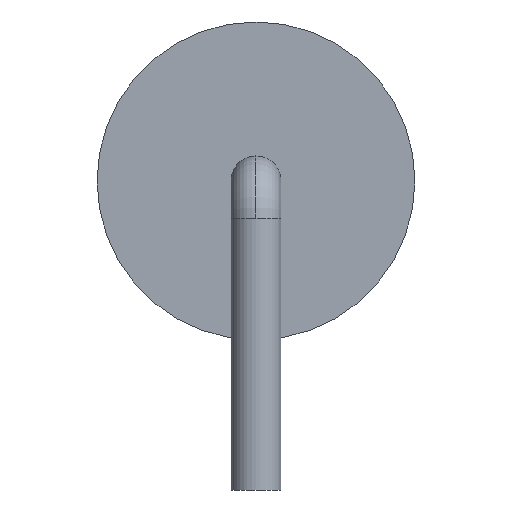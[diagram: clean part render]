
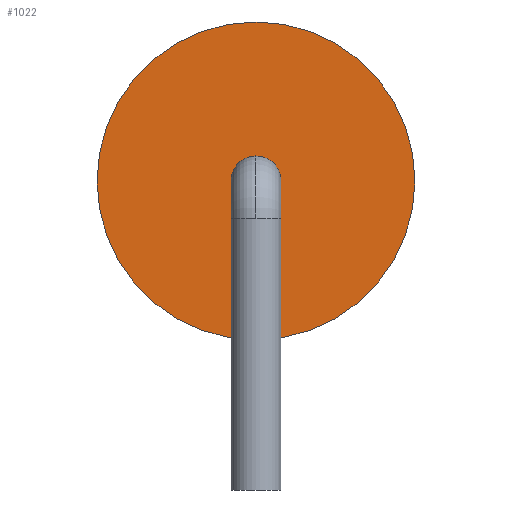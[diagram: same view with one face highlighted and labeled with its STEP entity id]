
A CAD part, left-side view. The second image highlights one B-rep face of the part: STEP entity #1022.
In plain terms, the highlighted planar face has unit normal (-1, 0, 0).
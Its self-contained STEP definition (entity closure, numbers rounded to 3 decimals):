
#972=CARTESIAN_POINT('',(-9.13,3.82,3.83));
#973=VERTEX_POINT('',#972);
#989=CARTESIAN_POINT('',(-9.13,-3.82,3.83));
#990=VERTEX_POINT('',#989);
#997=CARTESIAN_POINT('',(-9.13,0.0,3.83));
#998=DIRECTION('',(1.0,0.0,0.0));
#999=DIRECTION('',(0.0,1.0,0.0));
#1000=AXIS2_PLACEMENT_3D('',#997,#998,#999);
#1001=CIRCLE('',#1000,3.82);
#1002=EDGE_CURVE('',#990,#973,#1001,.T.);
#1007=CARTESIAN_POINT('',(-9.13,0.0,3.83));
#1008=DIRECTION('',(1.0,0.0,0.0));
#1009=DIRECTION('',(0.0,0.0,-1.0));
#1010=AXIS2_PLACEMENT_3D('',#1007,#1008,#1009);
#1011=PLANE('',#1010);
#1012=CARTESIAN_POINT('',(-9.13,0.0,3.83));
#1013=DIRECTION('',(1.0,0.0,0.0));
#1014=DIRECTION('',(0.0,1.0,0.0));
#1015=AXIS2_PLACEMENT_3D('',#1012,#1013,#1014);
#1016=CIRCLE('',#1015,3.82);
#1017=EDGE_CURVE('',#973,#990,#1016,.T.);
#1018=ORIENTED_EDGE('',*,*,#1017,.F.);
#1019=ORIENTED_EDGE('',*,*,#1002,.F.);
#1020=EDGE_LOOP('',(#1018,#1019));
#1021=FACE_OUTER_BOUND('',#1020,.T.);
#1022=ADVANCED_FACE('',(#1021),#1011,.F.);
